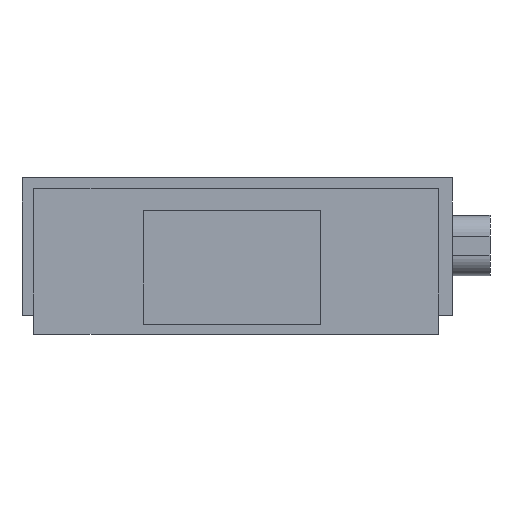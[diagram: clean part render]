
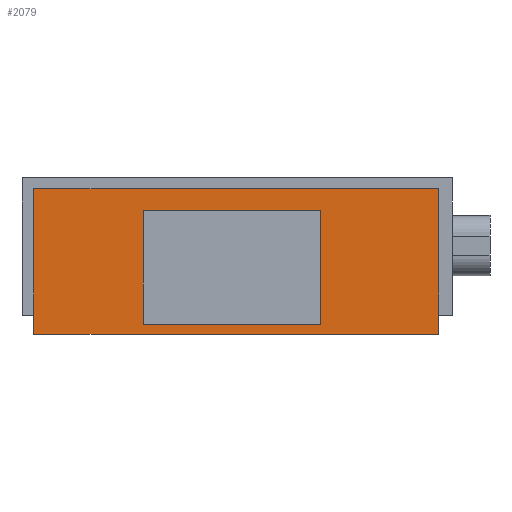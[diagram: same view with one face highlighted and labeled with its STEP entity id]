
A CAD part, left-side view. The second image highlights one B-rep face of the part: STEP entity #2079.
In plain terms, the highlighted planar face has unit normal (-1, 0, 0).
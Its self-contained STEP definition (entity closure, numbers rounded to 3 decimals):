
#1988 = VERTEX_POINT('',#1989);
#1989 = CARTESIAN_POINT('',(-24.675,21.796,3.546));
#1995 = EDGE_CURVE('',#1988,#1996,#1998,.T.);
#1996 = VERTEX_POINT('',#1997);
#1997 = CARTESIAN_POINT('',(-24.675,21.796,-7.954));
#1998 = LINE('',#1999,#2000);
#1999 = CARTESIAN_POINT('',(-24.675,21.796,3.546));
#2000 = VECTOR('',#2001,1.);
#2001 = DIRECTION('',(0.,0.,-1.));
#2019 = VERTEX_POINT('',#2020);
#2020 = CARTESIAN_POINT('',(-24.675,-10.204,3.546));
#2026 = EDGE_CURVE('',#2019,#1988,#2027,.T.);
#2027 = LINE('',#2028,#2029);
#2028 = CARTESIAN_POINT('',(-24.675,-10.204,3.546));
#2029 = VECTOR('',#2030,1.);
#2030 = DIRECTION('',(0.,1.,0.));
#2043 = EDGE_CURVE('',#1996,#2044,#2046,.T.);
#2044 = VERTEX_POINT('',#2045);
#2045 = CARTESIAN_POINT('',(-24.675,-10.204,-7.954));
#2046 = LINE('',#2047,#2048);
#2047 = CARTESIAN_POINT('',(-24.675,21.796,-7.954));
#2048 = VECTOR('',#2049,1.);
#2049 = DIRECTION('',(0.,-1.,0.));
#2067 = EDGE_CURVE('',#2044,#2019,#2068,.T.);
#2068 = LINE('',#2069,#2070);
#2069 = CARTESIAN_POINT('',(-24.675,-10.204,-7.954));
#2070 = VECTOR('',#2071,1.);
#2071 = DIRECTION('',(0.,0.,1.));
#2079 = ADVANCED_FACE('',(#2080,#2086),#2120,.F.);
#2080 = FACE_BOUND('',#2081,.F.);
#2081 = EDGE_LOOP('',(#2082,#2083,#2084,#2085));
#2082 = ORIENTED_EDGE('',*,*,#1995,.F.);
#2083 = ORIENTED_EDGE('',*,*,#2026,.F.);
#2084 = ORIENTED_EDGE('',*,*,#2067,.F.);
#2085 = ORIENTED_EDGE('',*,*,#2043,.F.);
#2086 = FACE_BOUND('',#2087,.F.);
#2087 = EDGE_LOOP('',(#2088,#2098,#2106,#2114));
#2088 = ORIENTED_EDGE('',*,*,#2089,.T.);
#2089 = EDGE_CURVE('',#2090,#2092,#2094,.T.);
#2090 = VERTEX_POINT('',#2091);
#2091 = CARTESIAN_POINT('',(-24.675,13.165,-7.177));
#2092 = VERTEX_POINT('',#2093);
#2093 = CARTESIAN_POINT('',(-24.675,-0.835,-7.177));
#2094 = LINE('',#2095,#2096);
#2095 = CARTESIAN_POINT('',(-24.675,13.165,-7.177));
#2096 = VECTOR('',#2097,1.);
#2097 = DIRECTION('',(0.,-1.,0.));
#2098 = ORIENTED_EDGE('',*,*,#2099,.T.);
#2099 = EDGE_CURVE('',#2092,#2100,#2102,.T.);
#2100 = VERTEX_POINT('',#2101);
#2101 = CARTESIAN_POINT('',(-24.675,-0.835,1.823));
#2102 = LINE('',#2103,#2104);
#2103 = CARTESIAN_POINT('',(-24.675,-0.835,-7.177));
#2104 = VECTOR('',#2105,1.);
#2105 = DIRECTION('',(0.,0.,1.));
#2106 = ORIENTED_EDGE('',*,*,#2107,.T.);
#2107 = EDGE_CURVE('',#2100,#2108,#2110,.T.);
#2108 = VERTEX_POINT('',#2109);
#2109 = CARTESIAN_POINT('',(-24.675,13.165,1.823));
#2110 = LINE('',#2111,#2112);
#2111 = CARTESIAN_POINT('',(-24.675,-0.835,1.823));
#2112 = VECTOR('',#2113,1.);
#2113 = DIRECTION('',(0.,1.,0.));
#2114 = ORIENTED_EDGE('',*,*,#2115,.T.);
#2115 = EDGE_CURVE('',#2108,#2090,#2116,.T.);
#2116 = LINE('',#2117,#2118);
#2117 = CARTESIAN_POINT('',(-24.675,13.165,1.823));
#2118 = VECTOR('',#2119,1.);
#2119 = DIRECTION('',(0.,0.,-1.));
#2120 = PLANE('',#2121);
#2121 = AXIS2_PLACEMENT_3D('',#2122,#2123,#2124);
#2122 = CARTESIAN_POINT('',(-24.675,5.796,-2.204));
#2123 = DIRECTION('',(1.,0.,0.));
#2124 = DIRECTION('',(0.,0.,1.));
